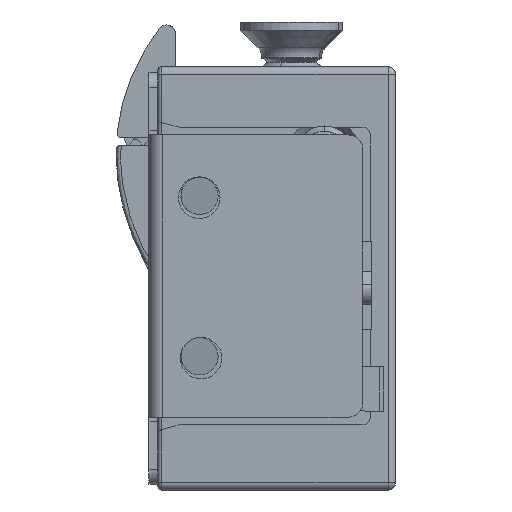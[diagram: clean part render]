
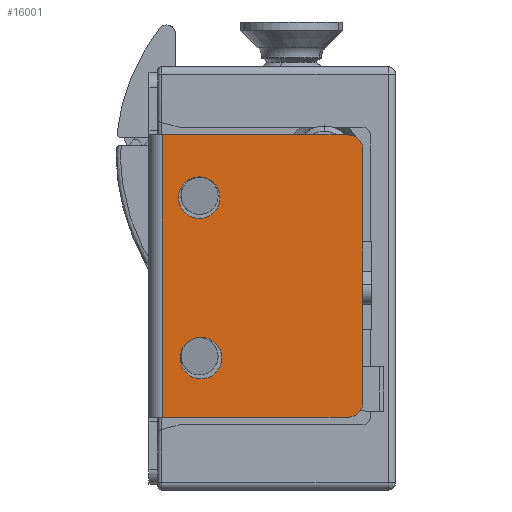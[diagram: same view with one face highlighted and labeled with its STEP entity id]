
A CAD part, front view. The second image highlights one B-rep face of the part: STEP entity #16001.
In plain terms, the highlighted face is planar.
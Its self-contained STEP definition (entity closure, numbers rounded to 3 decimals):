
#396 = VERTEX_POINT ( 'NONE', #2046 ) ;
#751 = VECTOR ( 'NONE', #31725, 1000. ) ;
#1143 = AXIS2_PLACEMENT_3D ( 'NONE', #7866, #11136, #2098 ) ;
#1936 = CARTESIAN_POINT ( 'NONE',  ( 33.5, -0.3, -152.35 ) ) ;
#1984 = DIRECTION ( 'NONE',  ( 0., 1., 0. ) ) ;
#2046 = CARTESIAN_POINT ( 'NONE',  ( 33.5, -0.3, -9.65 ) ) ;
#2095 = ORIENTED_EDGE ( 'NONE', *, *, #24166, .T. ) ;
#2098 = DIRECTION ( 'NONE',  ( 0., 0., -1. ) ) ;
#2151 = VERTEX_POINT ( 'NONE', #25128 ) ;
#2279 = DIRECTION ( 'NONE',  ( 1., 0., 0. ) ) ;
#2392 = AXIS2_PLACEMENT_3D ( 'NONE', #7630, #15688, #18764 ) ;
#2535 = LINE ( 'NONE', #17128, #30594 ) ;
#3832 = CIRCLE ( 'NONE', #9379, 1.4 ) ;
#4594 = FACE_OUTER_BOUND ( 'NONE', #26098, .T. ) ;
#4742 = CARTESIAN_POINT ( 'NONE',  ( 33.5, -12.8, -9.65 ) ) ;
#7385 = ORIENTED_EDGE ( 'NONE', *, *, #10939, .T. ) ;
#7630 = CARTESIAN_POINT ( 'NONE',  ( 33.5, -12.8, 8.35 ) ) ;
#7809 = EDGE_CURVE ( 'NONE', #35818, #396, #10012, .T. ) ;
#7866 = CARTESIAN_POINT ( 'NONE',  ( 33.5, -2.9, 5.369 ) ) ;
#8051 = CIRCLE ( 'NONE', #19699, 1.4 ) ;
#8059 = DIRECTION ( 'NONE',  ( 0., 1., 0. ) ) ;
#8639 = ORIENTED_EDGE ( 'NONE', *, *, #30843, .T. ) ;
#9340 = CIRCLE ( 'NONE', #16081, 1. ) ;
#9379 = AXIS2_PLACEMENT_3D ( 'NONE', #14057, #20183, #31872 ) ;
#9713 = CARTESIAN_POINT ( 'NONE',  ( 33.5, -2.9, 5.369 ) ) ;
#10012 = LINE ( 'NONE', #1936, #24689 ) ;
#10939 = EDGE_CURVE ( 'NONE', #2151, #12512, #37769, .T. ) ;
#11136 = DIRECTION ( 'NONE',  ( -1., 0., 0. ) ) ;
#11331 = ORIENTED_EDGE ( 'NONE', *, *, #21804, .T. ) ;
#11393 = EDGE_LOOP ( 'NONE', ( #18369, #7385 ) ) ;
#12184 = CIRCLE ( 'NONE', #2392, 1. ) ;
#12512 = VERTEX_POINT ( 'NONE', #14196 ) ;
#12795 = CIRCLE ( 'NONE', #1143, 1.4 ) ;
#13242 = FACE_BOUND ( 'NONE', #11393, .T. ) ;
#13493 = CARTESIAN_POINT ( 'NONE',  ( 33.5, -13.8, -13.85 ) ) ;
#13647 = CARTESIAN_POINT ( 'NONE',  ( 33.5, -12.8, 9.35 ) ) ;
#13656 = DIRECTION ( 'NONE',  ( 0., 0., -1. ) ) ;
#14057 = CARTESIAN_POINT ( 'NONE',  ( 33.5, -2.783, -5.431 ) ) ;
#14196 = CARTESIAN_POINT ( 'NONE',  ( 33.5, -2.9, 3.969 ) ) ;
#14614 = CARTESIAN_POINT ( 'NONE',  ( 33.5, -13.8, -8.65 ) ) ;
#15115 = CARTESIAN_POINT ( 'NONE',  ( 33.5, -2.783, -5.431 ) ) ;
#15169 = CARTESIAN_POINT ( 'NONE',  ( 33.5, -13.8, 8.35 ) ) ;
#15688 = DIRECTION ( 'NONE',  ( 1., 0., 0. ) ) ;
#16001 = ADVANCED_FACE ( 'NONE', ( #4594, #31069, #13242 ), #34150, .T. ) ;
#16036 = DIRECTION ( 'NONE',  ( 0., 1., 0. ) ) ;
#16081 = AXIS2_PLACEMENT_3D ( 'NONE', #22359, #27921, #16036 ) ;
#16208 = EDGE_CURVE ( 'NONE', #34533, #33120, #8051, .T. ) ;
#17128 = CARTESIAN_POINT ( 'NONE',  ( 33.5, -13.8, -9.65 ) ) ;
#17948 = ORIENTED_EDGE ( 'NONE', *, *, #7809, .F. ) ;
#18369 = ORIENTED_EDGE ( 'NONE', *, *, #19747, .T. ) ;
#18764 = DIRECTION ( 'NONE',  ( 0., 1., 0. ) ) ;
#18939 = ORIENTED_EDGE ( 'NONE', *, *, #19868, .T. ) ;
#19699 = AXIS2_PLACEMENT_3D ( 'NONE', #15115, #32936, #24702 ) ;
#19747 = EDGE_CURVE ( 'NONE', #12512, #2151, #12795, .T. ) ;
#19769 = CARTESIAN_POINT ( 'NONE',  ( 33.5, -2.783, -6.831 ) ) ;
#19868 = EDGE_CURVE ( 'NONE', #22196, #29855, #12184, .T. ) ;
#20183 = DIRECTION ( 'NONE',  ( -1., 0., 0. ) ) ;
#21413 = DIRECTION ( 'NONE',  ( -1., 0., 0. ) ) ;
#21804 = EDGE_CURVE ( 'NONE', #29855, #22000, #37504, .T. ) ;
#22000 = VERTEX_POINT ( 'NONE', #14614 ) ;
#22196 = VERTEX_POINT ( 'NONE', #13647 ) ;
#22359 = CARTESIAN_POINT ( 'NONE',  ( 33.5, -12.8, -8.65 ) ) ;
#24166 = EDGE_CURVE ( 'NONE', #22000, #37651, #9340, .T. ) ;
#24689 = VECTOR ( 'NONE', #13656, 1000. ) ;
#24702 = DIRECTION ( 'NONE',  ( 0., 0., -1. ) ) ;
#25128 = CARTESIAN_POINT ( 'NONE',  ( 33.5, -2.9, 6.769 ) ) ;
#25570 = ORIENTED_EDGE ( 'NONE', *, *, #33810, .T. ) ;
#25970 = CARTESIAN_POINT ( 'NONE',  ( 33.5, -13.8, 9.35 ) ) ;
#26098 = EDGE_LOOP ( 'NONE', ( #8639, #17948, #25570, #18939, #11331, #2095 ) ) ;
#27921 = DIRECTION ( 'NONE',  ( 1., 0., 0. ) ) ;
#28559 = AXIS2_PLACEMENT_3D ( 'NONE', #9713, #21413, #35261 ) ;
#28802 = CARTESIAN_POINT ( 'NONE',  ( 33.5, -2.783, -4.031 ) ) ;
#29397 = EDGE_LOOP ( 'NONE', ( #37798, #33582 ) ) ;
#29855 = VERTEX_POINT ( 'NONE', #15169 ) ;
#30594 = VECTOR ( 'NONE', #1984, 1000. ) ;
#30843 = EDGE_CURVE ( 'NONE', #37651, #396, #2535, .T. ) ;
#31069 = FACE_BOUND ( 'NONE', #29397, .T. ) ;
#31725 = DIRECTION ( 'NONE',  ( 0., -1., 0. ) ) ;
#31872 = DIRECTION ( 'NONE',  ( 0., 0., -1. ) ) ;
#32592 = AXIS2_PLACEMENT_3D ( 'NONE', #34347, #2279, #8059 ) ;
#32936 = DIRECTION ( 'NONE',  ( -1., 0., 0. ) ) ;
#33120 = VERTEX_POINT ( 'NONE', #28802 ) ;
#33160 = CARTESIAN_POINT ( 'NONE',  ( 33.5, -0.3, 9.35 ) ) ;
#33582 = ORIENTED_EDGE ( 'NONE', *, *, #34189, .T. ) ;
#33810 = EDGE_CURVE ( 'NONE', #35818, #22196, #35377, .T. ) ;
#34150 = PLANE ( 'NONE',  #32592 ) ;
#34189 = EDGE_CURVE ( 'NONE', #33120, #34533, #3832, .T. ) ;
#34347 = CARTESIAN_POINT ( 'NONE',  ( 33.5, -13.8, -13.85 ) ) ;
#34533 = VERTEX_POINT ( 'NONE', #19769 ) ;
#35261 = DIRECTION ( 'NONE',  ( 0., 0., -1. ) ) ;
#35377 = LINE ( 'NONE', #25970, #751 ) ;
#35818 = VERTEX_POINT ( 'NONE', #33160 ) ;
#36212 = VECTOR ( 'NONE', #37117, 1000. ) ;
#37117 = DIRECTION ( 'NONE',  ( 0., 0., -1. ) ) ;
#37504 = LINE ( 'NONE', #13493, #36212 ) ;
#37651 = VERTEX_POINT ( 'NONE', #4742 ) ;
#37769 = CIRCLE ( 'NONE', #28559, 1.4 ) ;
#37798 = ORIENTED_EDGE ( 'NONE', *, *, #16208, .T. ) ;
